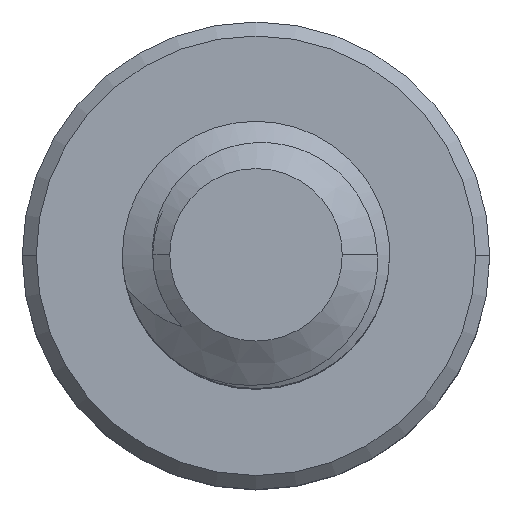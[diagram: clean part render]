
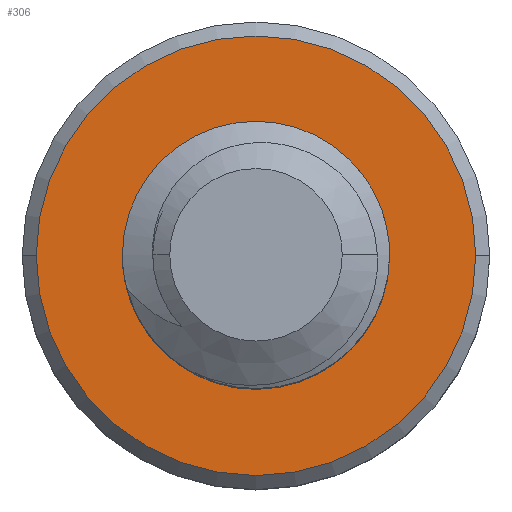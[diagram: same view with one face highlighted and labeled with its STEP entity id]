
A CAD part, top view. The second image highlights one B-rep face of the part: STEP entity #306.
In plain terms, the highlighted planar face has unit normal (0, 0, 1).
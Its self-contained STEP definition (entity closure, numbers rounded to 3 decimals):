
#98 = CARTESIAN_POINT ( 'NONE',  ( 0., 0., -8. ) ) ;
#188 = DIRECTION ( 'NONE',  ( -1., 0., 0. ) ) ;
#263 = EDGE_LOOP ( 'NONE', ( #3568, #2531 ) ) ;
#272 = EDGE_CURVE ( 'NONE', #2822, #1278, #497, .T. ) ;
#306 = ADVANCED_FACE ( 'NONE', ( #605, #2628 ), #3585, .F. ) ;
#430 = DIRECTION ( 'NONE',  ( 1., 0., 0. ) ) ;
#489 = DIRECTION ( 'NONE',  ( 0., 0., 1. ) ) ;
#497 = CIRCLE ( 'NONE', #725, 3.29 ) ;
#541 = EDGE_CURVE ( 'NONE', #1268, #648, #3439, .T. ) ;
#561 = EDGE_CURVE ( 'NONE', #648, #1268, #3074, .T. ) ;
#605 = FACE_OUTER_BOUND ( 'NONE', #263, .T. ) ;
#648 = VERTEX_POINT ( 'NONE', #2185 ) ;
#725 = AXIS2_PLACEMENT_3D ( 'NONE', #3491, #3477, #3472 ) ;
#749 = CIRCLE ( 'NONE', #2940, 3.29 ) ;
#802 = EDGE_CURVE ( 'NONE', #1278, #2822, #749, .T. ) ;
#861 = CARTESIAN_POINT ( 'NONE',  ( -2., 0., -8. ) ) ;
#927 = AXIS2_PLACEMENT_3D ( 'NONE', #1397, #2004, #188 ) ;
#1019 = EDGE_LOOP ( 'NONE', ( #3050, #1411 ) ) ;
#1022 = DIRECTION ( 'NONE',  ( 0., 0., 1. ) ) ;
#1268 = VERTEX_POINT ( 'NONE', #861 ) ;
#1278 = VERTEX_POINT ( 'NONE', #1431 ) ;
#1397 = CARTESIAN_POINT ( 'NONE',  ( 0., 0., -8. ) ) ;
#1411 = ORIENTED_EDGE ( 'NONE', *, *, #541, .F. ) ;
#1431 = CARTESIAN_POINT ( 'NONE',  ( -3.29, 0., -8. ) ) ;
#2004 = DIRECTION ( 'NONE',  ( 0., 0., -1. ) ) ;
#2185 = CARTESIAN_POINT ( 'NONE',  ( 2., 0., -8. ) ) ;
#2188 = DIRECTION ( 'NONE',  ( 0., 0., 1. ) ) ;
#2237 = CARTESIAN_POINT ( 'NONE',  ( 0., 0., -8. ) ) ;
#2522 = DIRECTION ( 'NONE',  ( 1., 0., 0. ) ) ;
#2531 = ORIENTED_EDGE ( 'NONE', *, *, #272, .T. ) ;
#2628 = FACE_BOUND ( 'NONE', #1019, .T. ) ;
#2727 = CARTESIAN_POINT ( 'NONE',  ( 0., 0., -8. ) ) ;
#2822 = VERTEX_POINT ( 'NONE', #2846 ) ;
#2846 = CARTESIAN_POINT ( 'NONE',  ( 3.29, 0., -8. ) ) ;
#2940 = AXIS2_PLACEMENT_3D ( 'NONE', #2727, #1022, #2992 ) ;
#2992 = DIRECTION ( 'NONE',  ( -1., 0., 0. ) ) ;
#3037 = AXIS2_PLACEMENT_3D ( 'NONE', #2237, #489, #2522 ) ;
#3050 = ORIENTED_EDGE ( 'NONE', *, *, #561, .F. ) ;
#3074 = CIRCLE ( 'NONE', #3037, 2. ) ;
#3143 = AXIS2_PLACEMENT_3D ( 'NONE', #98, #2188, #430 ) ;
#3439 = CIRCLE ( 'NONE', #3143, 2. ) ;
#3472 = DIRECTION ( 'NONE',  ( -1., 0., 0. ) ) ;
#3477 = DIRECTION ( 'NONE',  ( 0., 0., 1. ) ) ;
#3491 = CARTESIAN_POINT ( 'NONE',  ( 0., 0., -8. ) ) ;
#3568 = ORIENTED_EDGE ( 'NONE', *, *, #802, .T. ) ;
#3585 = PLANE ( 'NONE',  #927 ) ;
